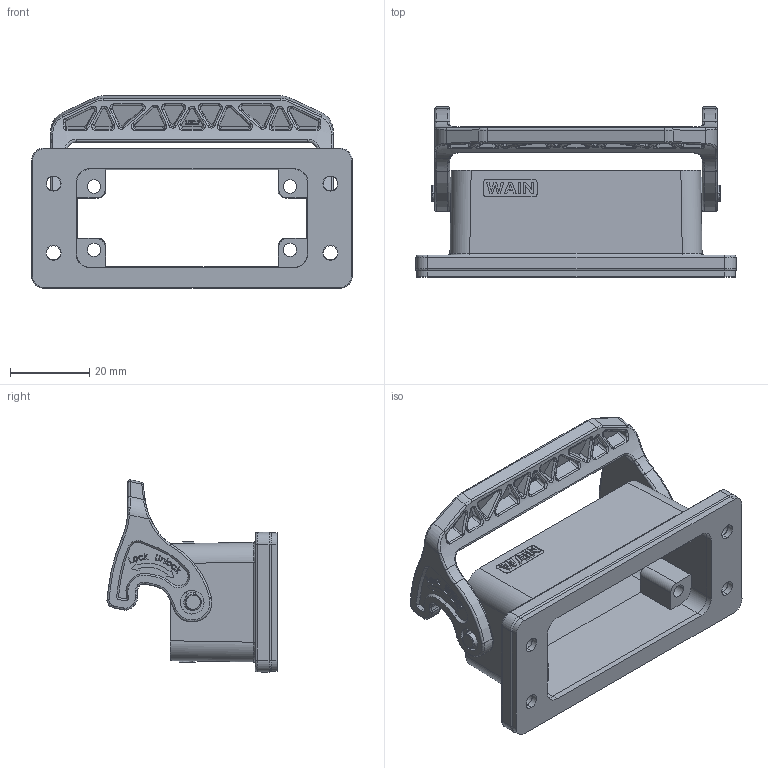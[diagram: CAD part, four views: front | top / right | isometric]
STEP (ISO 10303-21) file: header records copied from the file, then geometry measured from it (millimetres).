
FILE_DESCRIPTION((''),'2;1');
FILE_NAME('3D_1180103201001_H10A_P-BK-1L_V','2024-01-12T',('yp.zhu'),(''),'PRO/ENGINEER BY PARAMETRIC TECHNOLOGY CORPORATION, 2012480','PRO/ENGINEER BY PARAMETRIC TECHNOLOGY CORPORATION, 2012480','');
FILE_SCHEMA(('CONFIG_CONTROL_DESIGN'));
Length unit declared in the file: millimetre
Products named in the file (1): 3D_1180103201001_H10A_P-BK-1L_V
Bounding box: 81 x 42.98 x 48.61 mm (x, y, z)
Volume: 23865.2 mm3; surface area: 17968.8 mm2
Topology: 1 solids, 1 shells, 1054 faces, 2756 edges, 1778 vertices
Faces by surface type: plane 481, bspline 236, cylinder 192, torus 78, cone 47, extrusion 20
Entity records: 42423 total; most frequent: CARTESIAN_POINT 18146, ORIENTED_EDGE 5504, DIRECTION 4216, EDGE_CURVE 2752, VERTEX_POINT 1778, VECTOR 1536, LINE 1516, AXIS2_PLACEMENT_3D 1340
